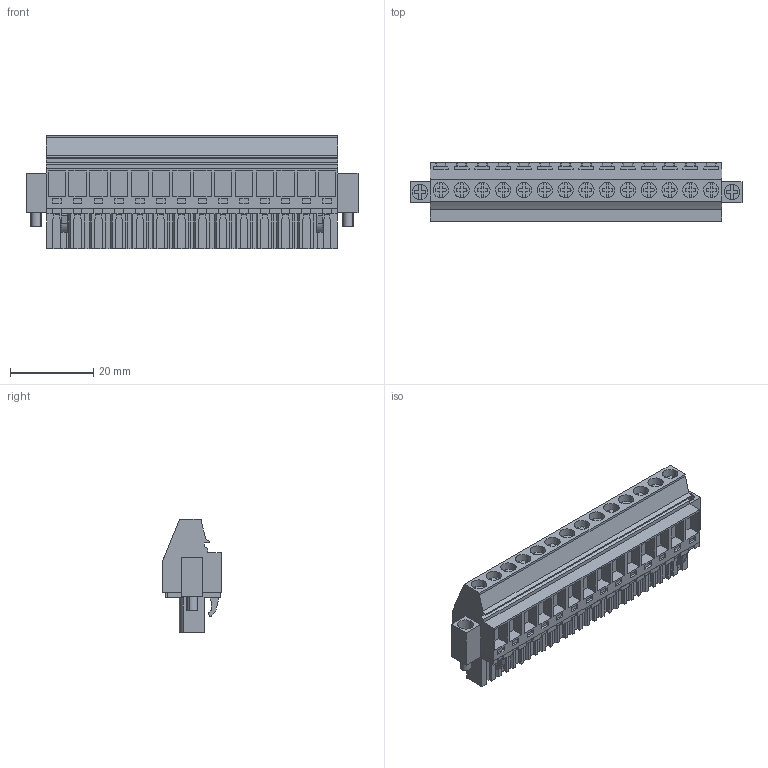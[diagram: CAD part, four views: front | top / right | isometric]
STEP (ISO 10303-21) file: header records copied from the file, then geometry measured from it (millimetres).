
FILE_DESCRIPTION(('CATIA V5 STEP Exchange','CAx-IF Rec.Pracs.--- Model Styling and Organization---1.2---2011-12-15'),'2;1');
FILE_NAME ('D1460504_0_1960600000_1960600000.stp','2017-09-20T17:03:21+00:00',('none'),('Weidmueller'),'CATIA Version 5-6 Release 2014','CATIA V5 STEP AP214','none');
FILE_SCHEMA(('AUTOMOTIVE_DESIGN { 1 0 10303 214 1 1 1 1 }'));
Length unit declared in the file: millimetre
Products named in the file (1): 1960600000
Bounding box: 79.8 x 14.05 x 27.2 mm (x, y, z)
Volume: 16348.5 mm3; surface area: 10000.3 mm2
Topology: 17 solids, 17 shells, 968 faces, 2642 edges, 1771 vertices
Faces by surface type: plane 814, cylinder 144, extrusion 10
Entity records: 28112 total; most frequent: ORIENTED_EDGE 5284, CARTESIAN_POINT 5178, DIRECTION 3727, EDGE_CURVE 2642, VECTOR 2265, LINE 2255, VERTEX_POINT 1771, EDGE_LOOP 1037
